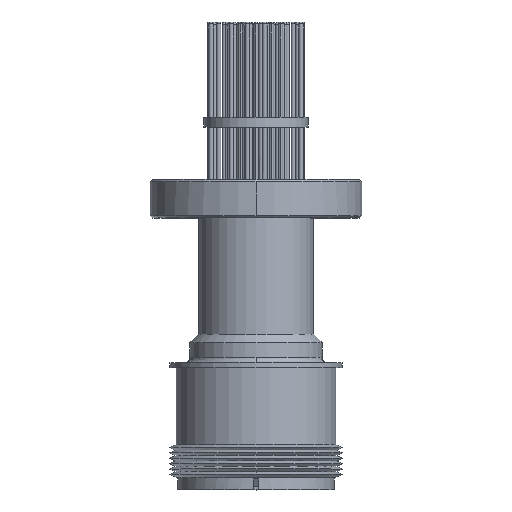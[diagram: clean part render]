
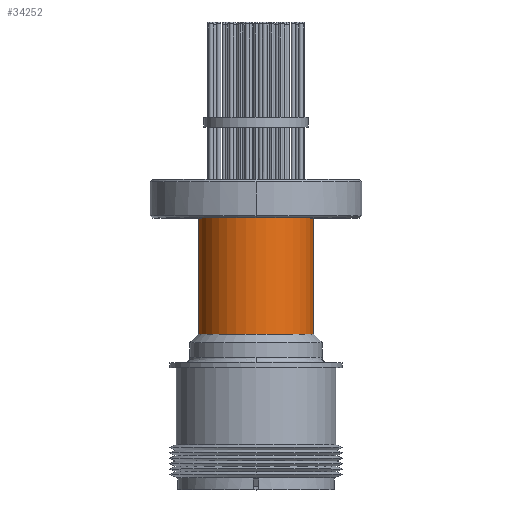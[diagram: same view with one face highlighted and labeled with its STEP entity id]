
A CAD part, top view. The second image highlights one B-rep face of the part: STEP entity #34252.
In plain terms, the highlighted cylindrical face has radius 18.986 mm (diameter 37.973 mm), a partial arc.
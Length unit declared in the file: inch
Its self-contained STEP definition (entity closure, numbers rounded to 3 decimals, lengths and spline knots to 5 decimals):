
#3906 = VERTEX_POINT ( 'NONE', #9205 ) ;
#3937 = VERTEX_POINT ( 'NONE', #9174 ) ;
#5876 = EDGE_LOOP ( 'NONE', ( #37847, #37849, #37851, #37853 ) ) ;
#9174 = CARTESIAN_POINT ( 'NONE',  ( 0.7475, -0.72326, 0. ) ) ;
#9205 = CARTESIAN_POINT ( 'NONE',  ( -0.7475, -0.72326, 0. ) ) ;
#9507 = CARTESIAN_POINT ( 'NONE',  ( 0., -2.66326, 0. ) ) ;
#9508 = DIRECTION ( 'NONE',  ( 0., 1., 0. ) ) ;
#9509 = DIRECTION ( 'NONE',  ( 1., 0., 0. ) ) ;
#15179 = AXIS2_PLACEMENT_3D ( 'NONE', #26152, #26153, #26154 ) ;
#17474 = CIRCLE ( 'NONE', #15179, 0.7475 ) ;
#17475 = LINE ( 'NONE', #26151, #17478 ) ;
#17476 = LINE ( 'NONE', #26150, #17480 ) ;
#17478 = VECTOR ( 'NONE', #26146, 39.37008 ) ;
#17480 = VECTOR ( 'NONE', #26155, 39.37008 ) ;
#21631 = EDGE_CURVE ( 'NONE', #3906, #3937, #17474, .T. ) ;
#21632 = EDGE_CURVE ( 'NONE', #3906, #31760, #17475, .T. ) ;
#21633 = EDGE_CURVE ( 'NONE', #3937, #31754, #17476, .T. ) ;
#21729 = DIRECTION ( 'NONE',  ( 1., 0., 0. ) ) ;
#21734 = DIRECTION ( 'NONE',  ( 0., -1., 0. ) ) ;
#21736 = CARTESIAN_POINT ( 'NONE',  ( 0., -3.44165, 0. ) ) ;
#26146 = DIRECTION ( 'NONE',  ( 0., -1., 0. ) ) ;
#26150 = CARTESIAN_POINT ( 'NONE',  ( 0.7475, -3.44165, 0. ) ) ;
#26151 = CARTESIAN_POINT ( 'NONE',  ( -0.7475, -3.44165, 0. ) ) ;
#26152 = CARTESIAN_POINT ( 'NONE',  ( 0., -0.72326, 0. ) ) ;
#26153 = DIRECTION ( 'NONE',  ( 0., 1., 0. ) ) ;
#26154 = DIRECTION ( 'NONE',  ( -1., 0., 0. ) ) ;
#26155 = DIRECTION ( 'NONE',  ( 0., -1., 0. ) ) ;
#28353 = CIRCLE ( 'NONE', #29704, 0.7475 ) ;
#29249 = CARTESIAN_POINT ( 'NONE',  ( 0.7475, -2.66326, 0. ) ) ;
#29253 = CARTESIAN_POINT ( 'NONE',  ( -0.7475, -2.66326, 0. ) ) ;
#29704 = AXIS2_PLACEMENT_3D ( 'NONE', #9507, #9508, #9509 ) ;
#30560 = FACE_OUTER_BOUND ( 'NONE', #5876, .T. ) ;
#30564 = CYLINDRICAL_SURFACE ( 'NONE', #32197, 0.7475 ) ;
#31754 = VERTEX_POINT ( 'NONE', #29249 ) ;
#31760 = VERTEX_POINT ( 'NONE', #29253 ) ;
#32197 = AXIS2_PLACEMENT_3D ( 'NONE', #21736, #21734, #21729 ) ;
#34252 = ADVANCED_FACE ( 'NONE', ( #30560 ), #30564, .T. ) ;
#37847 = ORIENTED_EDGE ( 'NONE', *, *, #21631, .F. ) ;
#37849 = ORIENTED_EDGE ( 'NONE', *, *, #21632, .T. ) ;
#37851 = ORIENTED_EDGE ( 'NONE', *, *, #39053, .T. ) ;
#37853 = ORIENTED_EDGE ( 'NONE', *, *, #21633, .F. ) ;
#39053 = EDGE_CURVE ( 'NONE', #31760, #31754, #28353, .T. ) ;
